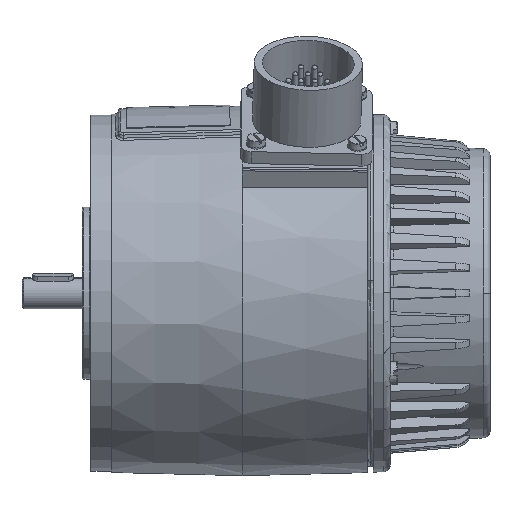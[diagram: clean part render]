
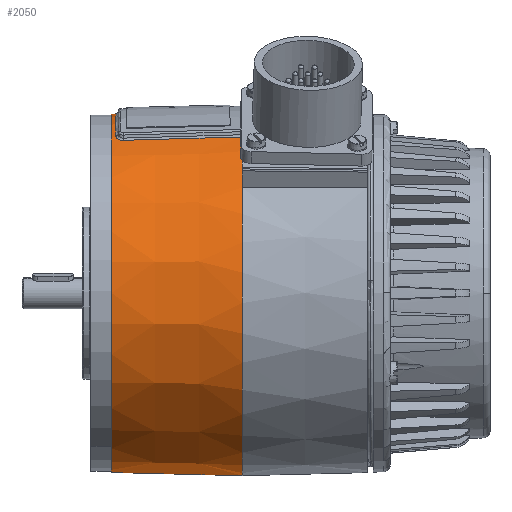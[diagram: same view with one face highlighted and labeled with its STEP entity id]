
A CAD part, top view. The second image highlights one B-rep face of the part: STEP entity #2050.
In plain terms, the highlighted conical face has half-angle 1.397 degrees and reference radius 52.5 mm.
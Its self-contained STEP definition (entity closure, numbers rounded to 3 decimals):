
#1955=CARTESIAN_POINT('',(-20.5,0.,0.0));
#1956=DIRECTION('',(1.0,0.,0.0));
#1957=DIRECTION('',(0.0,1.0,0.0));
#1958=AXIS2_PLACEMENT_3D('',#1955,#1956,#1957);
#1959=CONICAL_SURFACE('',#1958,52.5,1.397);
#1960=CARTESIAN_POINT('',(-38.,52.073,0.));
#1961=VERTEX_POINT('',#1960);
#1962=CARTESIAN_POINT('',(-36.732,52.104,0.));
#1963=VERTEX_POINT('',#1962);
#1964=CARTESIAN_POINT('',(-38.,52.073,0.));
#1965=DIRECTION('',(1.,0.024,0.));
#1966=VECTOR('',#1965,1.269);
#1967=LINE('',#1964,#1966);
#1968=EDGE_CURVE('',#1961,#1963,#1967,.T.);
#1969=ORIENTED_EDGE('',*,*,#1968,.F.);
#1970=CARTESIAN_POINT('',(-38.,-52.073,0.));
#1971=VERTEX_POINT('',#1970);
#1972=CARTESIAN_POINT('',(-38.,0.,0.0));
#1973=DIRECTION('',(1.0,0.0,0.0));
#1974=DIRECTION('',(0.0,1.0,0.0));
#1975=AXIS2_PLACEMENT_3D('',#1972,#1973,#1974);
#1976=CIRCLE('',#1975,52.073);
#1977=EDGE_CURVE('',#1961,#1971,#1976,.T.);
#1978=ORIENTED_EDGE('',*,*,#1977,.T.);
#1979=CARTESIAN_POINT('',(0.,-53.,0.));
#1980=VERTEX_POINT('',#1979);
#1981=CARTESIAN_POINT('',(0.,-53.,0.));
#1982=DIRECTION('',(-1.,0.024,0.));
#1983=VECTOR('',#1982,38.011);
#1984=LINE('',#1981,#1983);
#1985=EDGE_CURVE('',#1980,#1971,#1984,.T.);
#1986=ORIENTED_EDGE('',*,*,#1985,.F.);
#1987=CARTESIAN_POINT('',(0.0,30.696,43.206));
#1988=VERTEX_POINT('',#1987);
#1989=CARTESIAN_POINT('',(0.0,0.0,0.0));
#1990=DIRECTION('',(1.0,0.0,0.0));
#1991=DIRECTION('',(0.0,1.0,0.0));
#1992=AXIS2_PLACEMENT_3D('',#1989,#1990,#1991);
#1993=CIRCLE('',#1992,53.);
#1994=EDGE_CURVE('',#1988,#1980,#1993,.T.);
#1995=ORIENTED_EDGE('',*,*,#1994,.F.);
#1996=CARTESIAN_POINT('',(0.,45.39,27.363));
#1997=VERTEX_POINT('',#1996);
#1998=CARTESIAN_POINT('',(0.0,0.0,0.0));
#1999=DIRECTION('',(1.0,0.0,0.0));
#2000=DIRECTION('',(0.0,1.0,0.0));
#2001=AXIS2_PLACEMENT_3D('',#1998,#1999,#2000);
#2002=CIRCLE('',#2001,53.);
#2003=EDGE_CURVE('',#1997,#1988,#2002,.T.);
#2004=ORIENTED_EDGE('',*,*,#2003,.F.);
#2005=CARTESIAN_POINT('',(-34.482,44.409,27.357));
#2006=VERTEX_POINT('',#2005);
#2007=CARTESIAN_POINT('',(-34.482,44.409,27.357));
#2008=CARTESIAN_POINT('',(-32.397,44.469,27.357));
#2009=CARTESIAN_POINT('',(-30.313,44.528,27.358));
#2010=CARTESIAN_POINT('',(-26.349,44.641,27.358));
#2011=CARTESIAN_POINT('',(-24.47,44.695,27.359));
#2012=CARTESIAN_POINT('',(-21.416,44.782,27.359));
#2013=CARTESIAN_POINT('',(-20.242,44.815,27.359));
#2014=CARTESIAN_POINT('',(-18.334,44.869,27.36));
#2015=CARTESIAN_POINT('',(-17.6,44.89,27.36));
#2016=CARTESIAN_POINT('',(-15.398,44.953,27.36));
#2017=CARTESIAN_POINT('',(-13.93,44.995,27.36));
#2018=CARTESIAN_POINT('',(-10.113,45.103,27.361));
#2019=CARTESIAN_POINT('',(-7.764,45.17,27.362));
#2020=CARTESIAN_POINT('',(-3.61,45.288,27.362));
#2021=CARTESIAN_POINT('',(-1.805,45.339,27.363));
#2022=CARTESIAN_POINT('',(0.,45.39,27.363));
#2023=B_SPLINE_CURVE_WITH_KNOTS('',3,(#2007,#2008,#2009,#2010,#2011,#2012,#2013,#2014,#2015,#2016,#2017,#2018,#2019,#2020,#2021,#2022),.UNSPECIFIED.,.F.,.U.,(4,2,2,2,2,2,2,4),(0.075,0.701,1.265,1.617,1.837,2.278,2.983,3.525),.UNSPECIFIED.);
#2024=EDGE_CURVE('',#2006,#1997,#2023,.T.);
#2025=ORIENTED_EDGE('',*,*,#2024,.F.);
#2026=CARTESIAN_POINT('',(-36.732,45.639,25.138));
#2027=VERTEX_POINT('',#2026);
#2028=CARTESIAN_POINT('',(-36.732,45.639,25.138));
#2029=CARTESIAN_POINT('',(-36.732,45.426,25.525));
#2030=CARTESIAN_POINT('',(-36.628,45.209,25.912));
#2031=CARTESIAN_POINT('',(-36.244,44.84,26.563));
#2032=CARTESIAN_POINT('',(-35.978,44.682,26.839));
#2033=CARTESIAN_POINT('',(-35.434,44.501,27.163));
#2034=CARTESIAN_POINT('',(-35.201,44.451,27.255));
#2035=CARTESIAN_POINT('',(-34.799,44.41,27.34));
#2036=CARTESIAN_POINT('',(-34.639,44.405,27.357));
#2037=CARTESIAN_POINT('',(-34.482,44.409,27.357));
#2038=B_SPLINE_CURVE_WITH_KNOTS('',3,(#2028,#2029,#2030,#2031,#2032,#2033,#2034,#2035,#2036,#2037),.UNSPECIFIED.,.F.,.U.,(4,2,2,2,4),(0.0,0.134,0.255,0.331,0.378),.UNSPECIFIED.);
#2039=EDGE_CURVE('',#2027,#2006,#2038,.T.);
#2040=ORIENTED_EDGE('',*,*,#2039,.F.);
#2041=CARTESIAN_POINT('',(-36.732,0.,0.));
#2042=DIRECTION('',(1.0,0.,0.));
#2043=DIRECTION('',(0.,1.,-0.008));
#2044=AXIS2_PLACEMENT_3D('',#2041,#2042,#2043);
#2045=CIRCLE('',#2044,52.104);
#2046=EDGE_CURVE('',#1963,#2027,#2045,.T.);
#2047=ORIENTED_EDGE('',*,*,#2046,.F.);
#2048=EDGE_LOOP('',(#1969,#1978,#1986,#1995,#2004,#2025,#2040,#2047));
#2049=FACE_OUTER_BOUND('',#2048,.T.);
#2050=ADVANCED_FACE('',(#2049),#1959,.T.);
